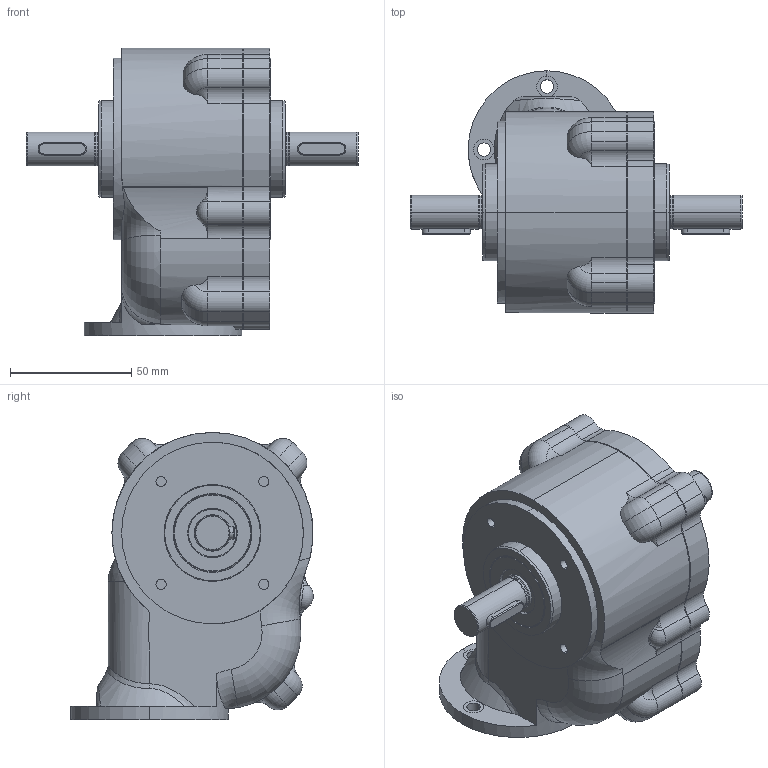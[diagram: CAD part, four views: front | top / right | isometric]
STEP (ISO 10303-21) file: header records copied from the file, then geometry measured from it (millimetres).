
FILE_DESCRIPTION (( 'STEP AP203' ), '1' );
FILE_NAME ('ZKS30B-+-2558122000-+-2556715-1903.STEP', '2023-04-19T08:13:01', ( '' ), ( '' ), 'SwSTEP 2.0', 'SolidWorks 2020', '' );
FILE_SCHEMA (( 'CONFIG_CONTROL_DESIGN' ));
Length unit declared in the file: millimetre
Products named in the file (1): ZKS30B-+-2558122000-+-2556715-1903
Bounding box: 137 x 100.1 x 118.5 mm (x, y, z)
Volume: 543028.9 mm3; surface area: 49508 mm2
Topology: 1 solids, 1 shells, 274 faces, 629 edges, 374 vertices
Faces by surface type: cylinder 161, plane 46, cone 32, torus 30, bspline 4, sphere 1
Entity records: 9408 total; most frequent: CARTESIAN_POINT 3048, DIRECTION 1430, ORIENTED_EDGE 1246, EDGE_CURVE 623, AXIS2_PLACEMENT_3D 598, VERTEX_POINT 374, CIRCLE 327, EDGE_LOOP 303
